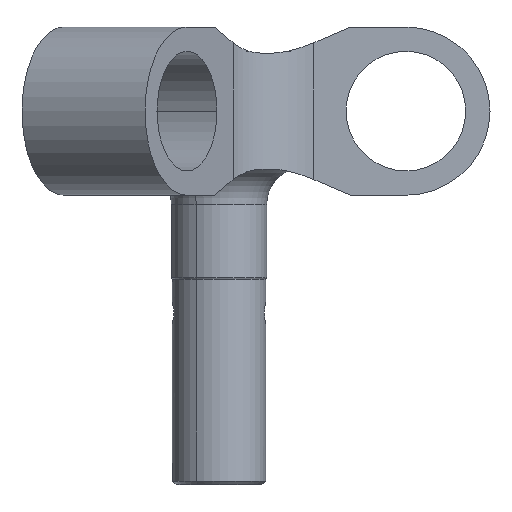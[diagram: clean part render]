
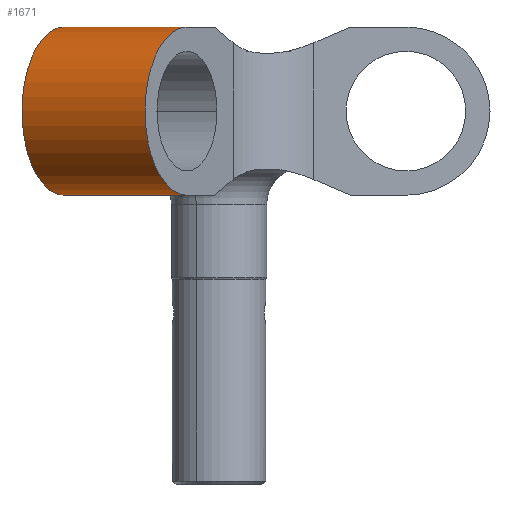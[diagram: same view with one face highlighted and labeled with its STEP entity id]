
A CAD part, front view. The second image highlights one B-rep face of the part: STEP entity #1671.
In plain terms, the highlighted cylindrical face has radius 22.5 mm (diameter 45 mm), a partial arc.
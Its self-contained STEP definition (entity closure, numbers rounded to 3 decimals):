
#567=CARTESIAN_POINT('Vertex',(-41.454,-33.801,-22.5)) ;
#590=CARTESIAN_POINT('Vertex',(-8.546,-52.801,-22.5)) ;
#593=CARTESIAN_POINT('Line Origine',(-25.,-43.301,-22.5)) ;
#646=CARTESIAN_POINT('Line Origine',(-25.,-43.301,22.5)) ;
#650=CARTESIAN_POINT('Vertex',(-8.546,-52.801,22.5)) ;
#652=CARTESIAN_POINT('Vertex',(-41.454,-33.801,22.5)) ;
#1304=CARTESIAN_POINT('Axis2P3D Location',(-41.454,-33.801,0.)) ;
#1346=CARTESIAN_POINT('Axis2P3D Location',(-8.546,-52.801,0.)) ;
#1660=CARTESIAN_POINT('Axis2P3D Location',(-25.,-43.301,0.)) ;
#594=DIRECTION('Vector Direction',(-0.866,0.5,0.)) ;
#647=DIRECTION('Vector Direction',(-0.866,0.5,0.)) ;
#1305=DIRECTION('Axis2P3D Direction',(-0.866,0.5,0.)) ;
#1347=DIRECTION('Axis2P3D Direction',(0.866,-0.5,0.)) ;
#1661=DIRECTION('Axis2P3D Direction',(0.866,-0.5,0.)) ;
#1662=DIRECTION('Axis2P3D XDirection',(0.,0.,1.)) ;
#1306=AXIS2_PLACEMENT_3D('Circle Axis2P3D',#1304,#1305,$) ;
#1348=AXIS2_PLACEMENT_3D('Circle Axis2P3D',#1346,#1347,$) ;
#1663=AXIS2_PLACEMENT_3D('Cylinder Axis2P3D',#1660,#1661,#1662) ;
#1666=ORIENTED_EDGE('',*,*,#1308,.F.) ;
#1667=ORIENTED_EDGE('',*,*,#597,.F.) ;
#1668=ORIENTED_EDGE('',*,*,#1350,.F.) ;
#1669=ORIENTED_EDGE('',*,*,#654,.T.) ;
#595=VECTOR('Line Direction',#594,1.) ;
#648=VECTOR('Line Direction',#647,1.) ;
#1671=ADVANCED_FACE('PartBody',(#1670),#1664,.T.) ;
#1307=CIRCLE('generated circle',#1306,22.5) ;
#1349=CIRCLE('generated circle',#1348,22.5) ;
#1664=CYLINDRICAL_SURFACE('generated cylinder',#1663,22.5) ;
#597=EDGE_CURVE('',#591,#568,#596,.T.) ;
#654=EDGE_CURVE('',#651,#653,#649,.T.) ;
#1308=EDGE_CURVE('',#568,#653,#1307,.T.) ;
#1350=EDGE_CURVE('',#651,#591,#1349,.T.) ;
#1665=EDGE_LOOP('',(#1666,#1667,#1668,#1669)) ;
#1670=FACE_OUTER_BOUND('',#1665,.T.) ;
#596=LINE('Line',#593,#595) ;
#649=LINE('Line',#646,#648) ;
#568=VERTEX_POINT('',#567) ;
#591=VERTEX_POINT('',#590) ;
#651=VERTEX_POINT('',#650) ;
#653=VERTEX_POINT('',#652) ;
